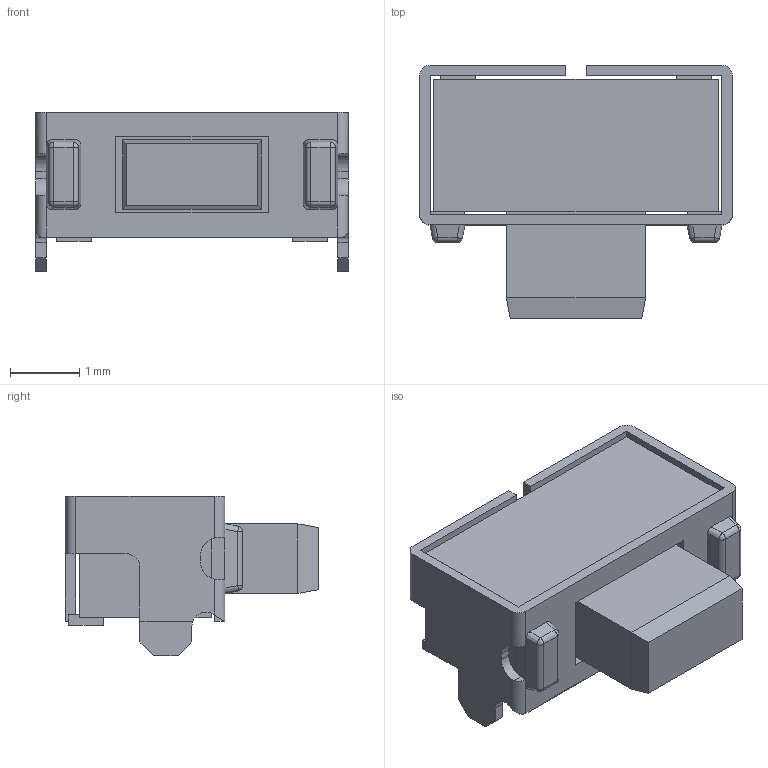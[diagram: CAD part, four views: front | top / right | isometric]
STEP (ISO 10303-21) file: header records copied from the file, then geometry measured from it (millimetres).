
FILE_DESCRIPTION(('FreeCAD Model'),'2;1');
FILE_NAME('Compound.step','2016-10-18T03:10:35',('Author'),(''), 'Open CASCADE STEP processor 6.8','FreeCAD','Unknown');
FILE_SCHEMA(('AUTOMOTIVE_DESIGN_CC2 { 1 2 10303 214 -1 1 5 4 }'));
Length unit declared in the file: millimetre
Products named in the file (2): ASSEMBLY; Compound
Assembly tree (1 placements, depth 2):
  ASSEMBLY
    Compound
Bounding box: 4.5 x 3.65 x 2.3 mm (x, y, z)
Volume: 18.5 mm3; surface area: 105.9 mm2
Topology: 5 solids, 5 shells, 161 faces, 418 edges, 256 vertices
Faces by surface type: plane 109, bspline 28, cylinder 16, sphere 8
Entity records: 14372 total; most frequent: CARTESIAN_POINT 5651, DIRECTION 1191, ORIENTED_EDGE 820, PCURVE 820, DEFINITIONAL_REPRESENTATION 820, LINE 774, VECTOR 774, EDGE_CURVE 410
